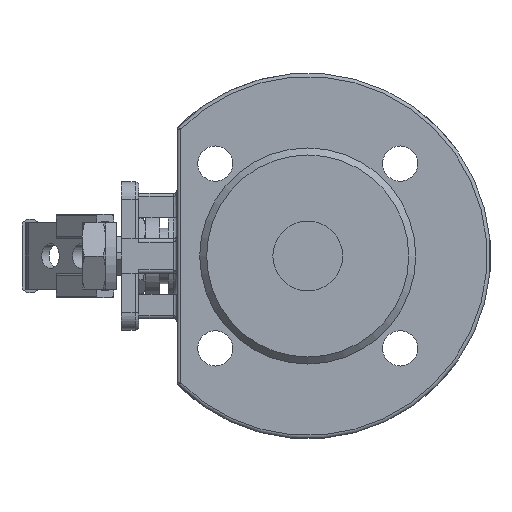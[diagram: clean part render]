
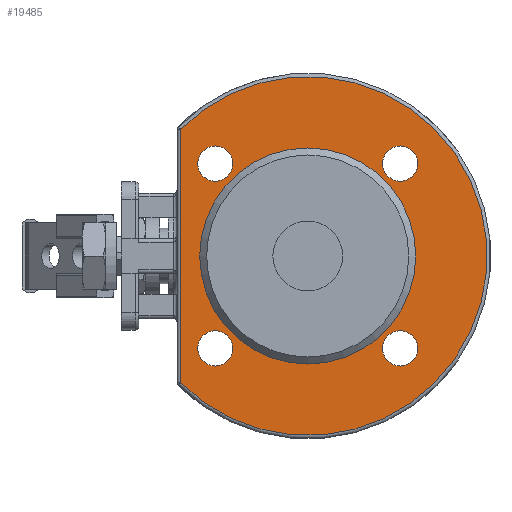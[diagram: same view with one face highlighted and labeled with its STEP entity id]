
A CAD part, left-side view. The second image highlights one B-rep face of the part: STEP entity #19485.
In plain terms, the highlighted planar face has unit normal (-1, 0, 0).
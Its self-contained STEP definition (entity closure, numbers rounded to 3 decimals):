
#1470=FACE_BOUND('',#6545,.T.);
#1471=FACE_BOUND('',#6546,.T.);
#1472=FACE_BOUND('',#6547,.T.);
#1473=FACE_BOUND('',#6548,.T.);
#1474=FACE_BOUND('',#6549,.T.);
#2914=LINE('',#92890,#4372);
#4372=VECTOR('',#24478,72.664);
#5403=FACE_OUTER_BOUND('',#6544,.T.);
#6544=EDGE_LOOP('',(#16726,#16727));
#6545=EDGE_LOOP('',(#16728));
#6546=EDGE_LOOP('',(#16729));
#6547=EDGE_LOOP('',(#16730));
#6548=EDGE_LOOP('',(#16731));
#6549=EDGE_LOOP('',(#16732));
#6981=CIRCLE('',#20561,51.5);
#7057=CIRCLE('',#20686,31.);
#7058=CIRCLE('',#20687,5.053);
#7059=CIRCLE('',#20688,5.053);
#7060=CIRCLE('',#20689,5.053);
#7061=CIRCLE('',#20690,5.053);
#8733=VERTEX_POINT('',#91998);
#8758=VERTEX_POINT('',#92220);
#8805=VERTEX_POINT('',#92892);
#8806=VERTEX_POINT('',#92894);
#8807=VERTEX_POINT('',#92896);
#8808=VERTEX_POINT('',#92898);
#8809=VERTEX_POINT('',#92900);
#11385=EDGE_CURVE('',#8733,#8758,#6981,.T.);
#11478=EDGE_CURVE('',#8758,#8733,#2914,.T.);
#11479=EDGE_CURVE('',#8805,#8805,#7057,.T.);
#11480=EDGE_CURVE('',#8806,#8806,#7058,.T.);
#11481=EDGE_CURVE('',#8807,#8807,#7059,.T.);
#11482=EDGE_CURVE('',#8808,#8808,#7060,.T.);
#11483=EDGE_CURVE('',#8809,#8809,#7061,.T.);
#16726=ORIENTED_EDGE('',*,*,#11478,.F.);
#16727=ORIENTED_EDGE('',*,*,#11385,.F.);
#16728=ORIENTED_EDGE('',*,*,#11479,.F.);
#16729=ORIENTED_EDGE('',*,*,#11480,.T.);
#16730=ORIENTED_EDGE('',*,*,#11481,.T.);
#16731=ORIENTED_EDGE('',*,*,#11482,.T.);
#16732=ORIENTED_EDGE('',*,*,#11483,.T.);
#17428=PLANE('',#20685);
#19485=ADVANCED_FACE('',(#5403,#1470,#1471,#1472,#1473,#1474),#17428,.T.);
#20561=AXIS2_PLACEMENT_3D('',#92382,#24221,#24222);
#20685=AXIS2_PLACEMENT_3D('',#92891,#24479,#24480);
#20686=AXIS2_PLACEMENT_3D('',#92893,#24481,#24482);
#20687=AXIS2_PLACEMENT_3D('',#92895,#24483,#24484);
#20688=AXIS2_PLACEMENT_3D('',#92897,#24485,#24486);
#20689=AXIS2_PLACEMENT_3D('',#92899,#24487,#24488);
#20690=AXIS2_PLACEMENT_3D('',#92901,#24489,#24490);
#24221=DIRECTION('center_axis',(1.,0.,0.));
#24222=DIRECTION('ref_axis',(0.,-1.,0.));
#24478=DIRECTION('',(0.,0.,1.));
#24479=DIRECTION('center_axis',(-1.,0.,0.));
#24480=DIRECTION('ref_axis',(0.,0.,1.));
#24481=DIRECTION('center_axis',(-1.,0.,0.));
#24482=DIRECTION('ref_axis',(0.,-1.,0.));
#24483=DIRECTION('center_axis',(1.,0.,0.));
#24484=DIRECTION('ref_axis',(0.,0.,1.));
#24485=DIRECTION('center_axis',(1.,0.,0.));
#24486=DIRECTION('ref_axis',(0.,0.,1.));
#24487=DIRECTION('center_axis',(1.,0.,0.));
#24488=DIRECTION('ref_axis',(0.,0.,1.));
#24489=DIRECTION('center_axis',(1.,0.,0.));
#24490=DIRECTION('ref_axis',(0.,0.,1.));
#91998=CARTESIAN_POINT('',(-20.,36.5,36.332));
#92220=CARTESIAN_POINT('',(-20.,36.5,-36.332));
#92382=CARTESIAN_POINT('Origin',(-20.,0.,0.));
#92890=CARTESIAN_POINT('',(-20.,36.5,18.371));
#92891=CARTESIAN_POINT('Origin',(-20.,-41.75,0.));
#92892=CARTESIAN_POINT('',(-20.,-15.521,-26.835));
#92893=CARTESIAN_POINT('Origin',(-20.,0.,0.));
#92894=CARTESIAN_POINT('',(-20.,26.517,-21.464));
#92895=CARTESIAN_POINT('Origin',(-20.,26.517,-26.517));
#92896=CARTESIAN_POINT('',(-20.,26.517,31.57));
#92897=CARTESIAN_POINT('Origin',(-20.,26.517,26.517));
#92898=CARTESIAN_POINT('',(-20.,-26.517,31.57));
#92899=CARTESIAN_POINT('Origin',(-20.,-26.517,26.517));
#92900=CARTESIAN_POINT('',(-20.,-26.517,-21.464));
#92901=CARTESIAN_POINT('Origin',(-20.,-26.517,-26.517));
